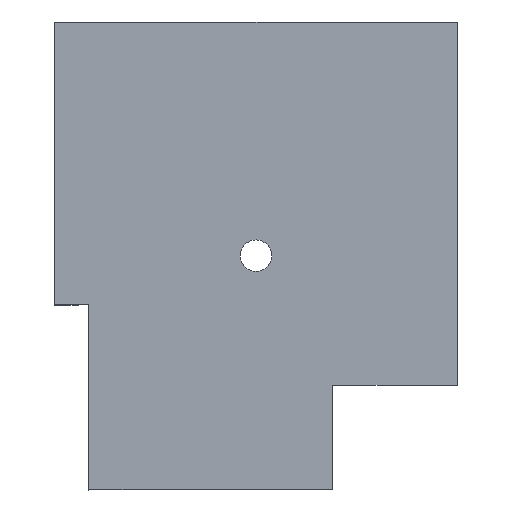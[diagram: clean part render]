
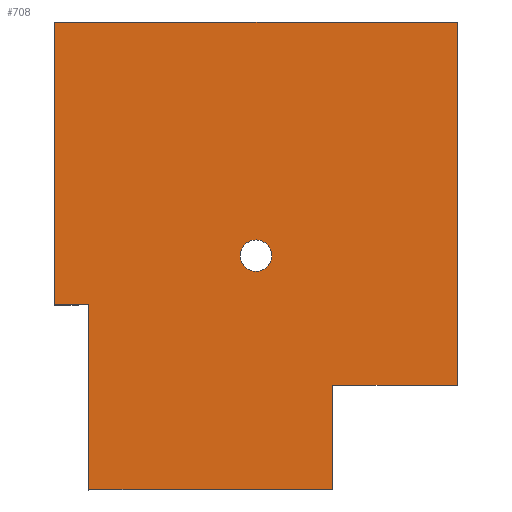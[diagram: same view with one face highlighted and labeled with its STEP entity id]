
A CAD part, top view. The second image highlights one B-rep face of the part: STEP entity #708.
In plain terms, the highlighted face is planar.
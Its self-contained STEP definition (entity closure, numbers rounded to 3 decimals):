
#34=FACE_BOUND('',#144,.T.);
#60=PLANE('',#773);
#94=FACE_OUTER_BOUND('',#143,.T.);
#143=EDGE_LOOP('',(#658,#659,#660,#661,#662,#663,#664,#665));
#144=EDGE_LOOP('',(#666));
#159=LINE('',#1026,#238);
#211=LINE('',#1130,#290);
#214=LINE('',#1135,#293);
#216=LINE('',#1138,#295);
#217=LINE('',#1141,#296);
#219=LINE('',#1145,#298);
#221=LINE('',#1149,#300);
#223=LINE('',#1152,#302);
#238=VECTOR('',#845,10.);
#290=VECTOR('',#931,10.);
#293=VECTOR('',#936,10.);
#295=VECTOR('',#940,10.);
#296=VECTOR('',#943,10.);
#298=VECTOR('',#947,10.);
#300=VECTOR('',#951,10.);
#302=VECTOR('',#955,10.);
#317=CIRCLE('',#746,5.);
#333=VERTEX_POINT('',#1005);
#341=VERTEX_POINT('',#1023);
#342=VERTEX_POINT('',#1025);
#376=VERTEX_POINT('',#1128);
#377=VERTEX_POINT('',#1129);
#378=VERTEX_POINT('',#1134);
#379=VERTEX_POINT('',#1140);
#380=VERTEX_POINT('',#1144);
#381=VERTEX_POINT('',#1148);
#403=EDGE_CURVE('',#333,#333,#317,.T.);
#412=EDGE_CURVE('',#342,#341,#159,.T.);
#464=EDGE_CURVE('',#376,#377,#211,.T.);
#467=EDGE_CURVE('',#377,#378,#214,.T.);
#469=EDGE_CURVE('',#378,#341,#216,.T.);
#470=EDGE_CURVE('',#379,#342,#217,.T.);
#472=EDGE_CURVE('',#380,#379,#219,.T.);
#474=EDGE_CURVE('',#381,#380,#221,.T.);
#476=EDGE_CURVE('',#376,#381,#223,.T.);
#658=ORIENTED_EDGE('',*,*,#476,.T.);
#659=ORIENTED_EDGE('',*,*,#474,.T.);
#660=ORIENTED_EDGE('',*,*,#472,.T.);
#661=ORIENTED_EDGE('',*,*,#470,.T.);
#662=ORIENTED_EDGE('',*,*,#412,.T.);
#663=ORIENTED_EDGE('',*,*,#469,.F.);
#664=ORIENTED_EDGE('',*,*,#467,.F.);
#665=ORIENTED_EDGE('',*,*,#464,.F.);
#666=ORIENTED_EDGE('',*,*,#403,.T.);
#708=ADVANCED_FACE('',(#94,#34),#60,.T.);
#746=AXIS2_PLACEMENT_3D('',#1006,#830,#831);
#773=AXIS2_PLACEMENT_3D('',#1153,#956,#957);
#830=DIRECTION('center_axis',(0.,0.,1.));
#831=DIRECTION('ref_axis',(-1.,0.,0.));
#845=DIRECTION('',(-1.,0.,0.));
#931=DIRECTION('',(0.,-1.,0.));
#936=DIRECTION('',(-1.,0.,0.));
#940=DIRECTION('',(0.,-1.,0.));
#943=DIRECTION('',(0.,-1.,0.));
#947=DIRECTION('',(1.,0.,0.));
#951=DIRECTION('',(0.,-1.,0.));
#955=DIRECTION('',(1.,0.,0.));
#956=DIRECTION('center_axis',(0.,0.,-1.));
#957=DIRECTION('ref_axis',(1.,0.,0.));
#1005=CARTESIAN_POINT('',(-58.792,-222.,0.));
#1006=CARTESIAN_POINT('Origin',(-63.792,-222.,0.));
#1023=CARTESIAN_POINT('',(-127.584,-296.,0.));
#1025=CARTESIAN_POINT('',(0.,-296.,0.));
#1026=CARTESIAN_POINT('',(0.,-296.,0.));
#1128=CARTESIAN_POINT('',(-116.7,-148.,0.));
#1129=CARTESIAN_POINT('',(-116.7,-206.5,0.));
#1130=CARTESIAN_POINT('',(-116.7,-148.,0.));
#1134=CARTESIAN_POINT('',(-127.584,-206.5,0.));
#1135=CARTESIAN_POINT('',(-120.084,-206.5,0.));
#1138=CARTESIAN_POINT('',(-127.584,-206.5,0.));
#1140=CARTESIAN_POINT('',(0.,-181.,0.));
#1141=CARTESIAN_POINT('',(0.,-181.,0.));
#1144=CARTESIAN_POINT('',(-39.5,-181.,0.));
#1145=CARTESIAN_POINT('',(-39.5,-181.,0.));
#1148=CARTESIAN_POINT('',(-39.5,-148.,0.));
#1149=CARTESIAN_POINT('',(-39.5,-148.,0.));
#1152=CARTESIAN_POINT('',(-109.5,-148.,0.));
#1153=CARTESIAN_POINT('Origin',(-63.792,-222.,0.));
